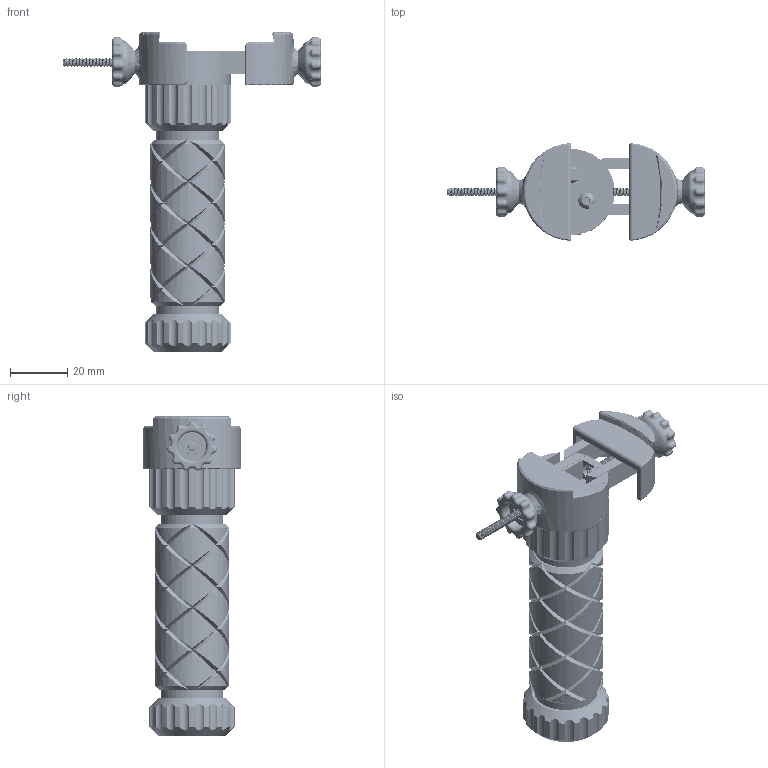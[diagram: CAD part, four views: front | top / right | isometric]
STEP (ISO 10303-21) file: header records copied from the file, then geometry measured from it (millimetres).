
FILE_DESCRIPTION(/* description */ (''),/* implementation_level */ '2;1');
FILE_NAME(/* name */ 'Mini-Vise vA.step',/* time_stamp */ '2021-08-25T18:31:27+01:00',/* author */ (''),/* organization */ (''),/* preprocessor_version */ 'ST-DEVELOPER v18.1',/* originating_system */ 'Autodesk Translation Framework v10.9.0.1377',/* authorisation */ '');
FILE_SCHEMA (('AUTOMOTIVE_DESIGN { 1 0 10303 214 3 1 1 }'));
Products named in the file (9): Handle V1; Handle; Interface; ClampGuide; Clamp; Knob; 92095A187_Button Head Hex Drive Screw; 92095A119_Button Head Hex Drive Screw; 90695A033_Steel Thin Hex Nut
Assembly tree (17 placements, depth 2):
  Handle V1
    Handle
    Interface
    ClampGuide
    Clamp  x2
    Knob  x2
    92095A187_Button Head Hex Drive Screw  x2
    92095A119_Button Head Hex Drive Screw  x3
    90695A033_Steel Thin Hex Nut  x5
Bounding box: 89.89 x 33.98 x 111.5 mm (x, y, z)
Volume: 56191.3 mm3; surface area: 30035.9 mm2
Topology: 17 solids, 17 shells, 1405 faces, 3697 edges, 2359 vertices
Faces by surface type: cylinder 742, plane 226, bspline 197, cone 135, torus 100, sphere 5
Full cylindrical faces by diameter (mm): 2.35 x200, 3 x215, 3.5 x15, 5.7 x5, 6.3 x3, 10 x2, 16 x1, 22 x2, 30 x1
Entity records: 47317 total; most frequent: CARTESIAN_POINT 29075, ORIENTED_EDGE 4182, DIRECTION 3187, EDGE_CURVE 2091, VERTEX_POINT 1345, AXIS2_PLACEMENT_3D 1281, EDGE_LOOP 830, B_SPLINE_CURVE_WITH_KNOTS 827
